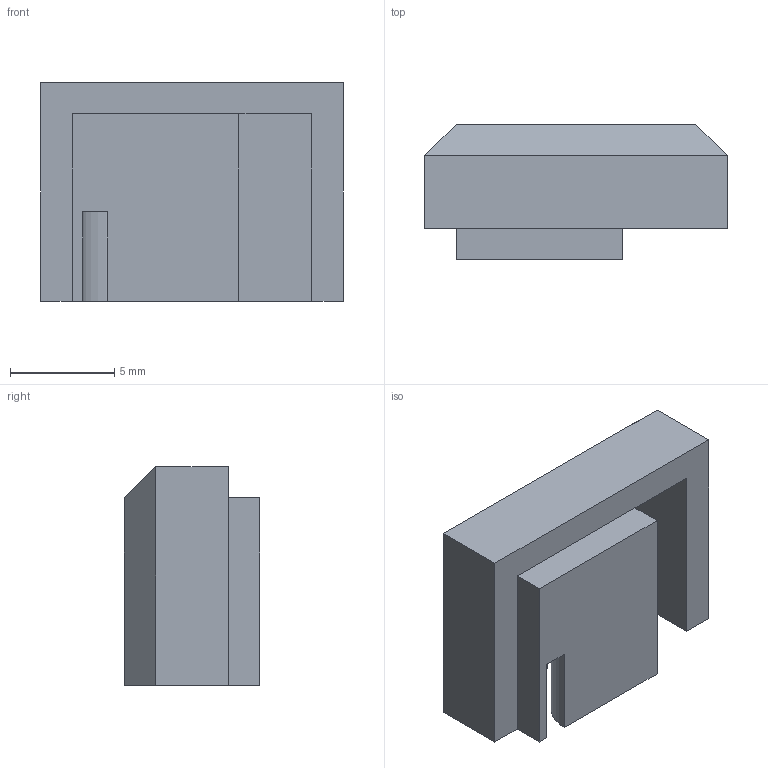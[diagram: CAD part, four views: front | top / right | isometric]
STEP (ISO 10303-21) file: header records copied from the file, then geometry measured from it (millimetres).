
FILE_DESCRIPTION(/* description */ (''),/* implementation_level */ '2;1');
FILE_NAME(/* name */ 'Dexter_hole_cover_MIR.stp',/* time_stamp */ '2019-04-07T15:09:23+02:00',/* author */ ('Varga Daniel'),/* organization */ (''),/* preprocessor_version */ 'ST-DEVELOPER v17.2',/* originating_system */ 'Autodesk Inventor 2019',/* authorisation */ '');
FILE_SCHEMA (('AUTOMOTIVE_DESIGN { 1 0 10303 214 3 1 1 }'));
Length unit declared in the file: millimetre
Products named in the file (1): Dexter_hole_cover_MIR
Bounding box: 14.5 x 6.5 x 10.5 mm (x, y, z)
Volume: 675 mm3; surface area: 700 mm2
Topology: 1 solids, 1 shells, 22 faces, 57 edges, 37 vertices
Faces by surface type: plane 18, cylinder 4
Entity records: 706 total; most frequent: CARTESIAN_POINT 117, ORIENTED_EDGE 114, DIRECTION 111, EDGE_CURVE 57, LINE 49, VECTOR 49, VERTEX_POINT 37, AXIS2_PLACEMENT_3D 31
